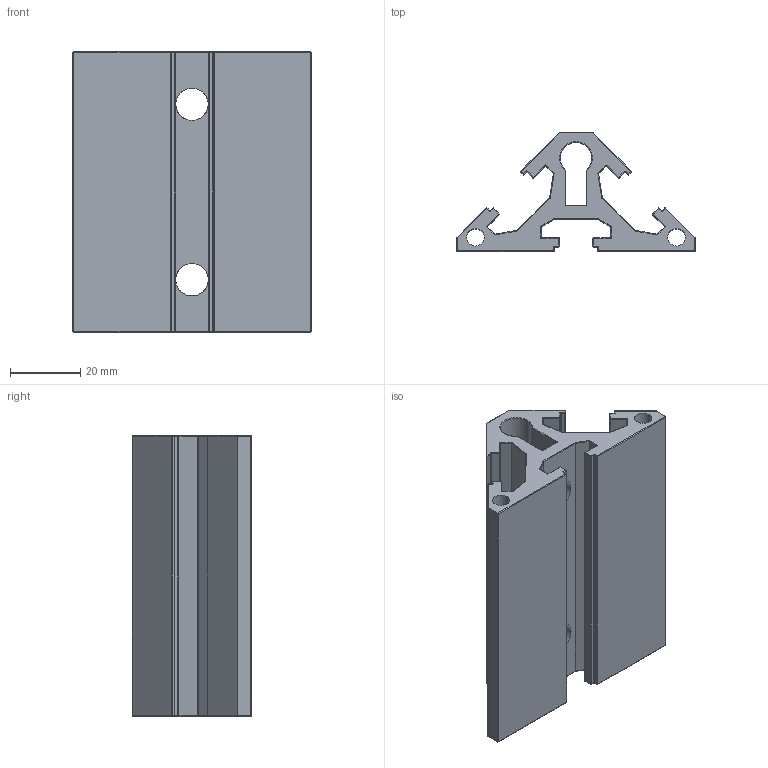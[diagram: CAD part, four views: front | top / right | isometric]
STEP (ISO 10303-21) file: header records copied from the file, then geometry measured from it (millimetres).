
FILE_DESCRIPTION (( 'STEP AP214' ), '1' );
FILE_NAME ('AL-8.41.4080.STEP', '2019-10-22T06:05:52', ( '' ), ( '' ), 'SwSTEP 2.0', 'SolidWorks 2018', '' );
FILE_SCHEMA (( 'AUTOMOTIVE_DESIGN' ));
Length unit declared in the file: millimetre
Products named in the file (1): AL-8.41.4080
Bounding box: 68 x 34 x 80 mm (x, y, z)
Volume: 57357.9 mm3; surface area: 30211.8 mm2
Topology: 1 solids, 1 shells, 310 faces, 744 edges, 393 vertices
Faces by surface type: cylinder 161, plane 65, sphere 42, torus 30, bspline 12
Entity records: 8921 total; most frequent: CARTESIAN_POINT 2180, DIRECTION 1473, ORIENTED_EDGE 1378, EDGE_CURVE 689, AXIS2_PLACEMENT_3D 569, VERTEX_POINT 379, LINE 335, VECTOR 335
